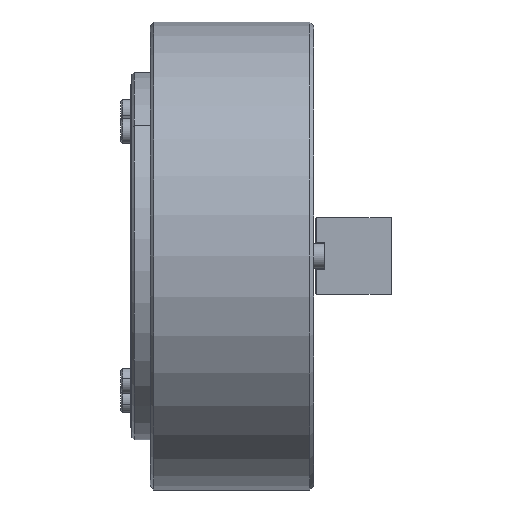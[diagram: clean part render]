
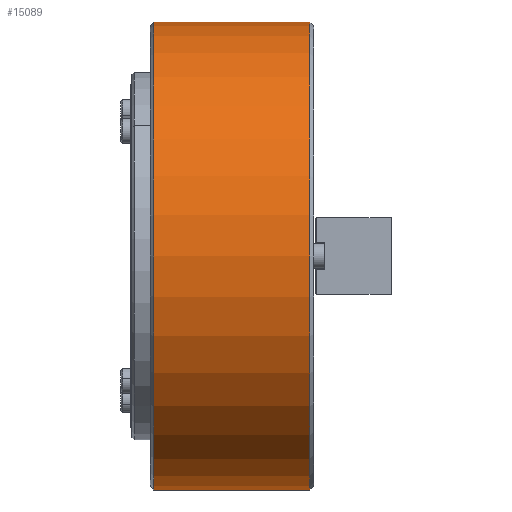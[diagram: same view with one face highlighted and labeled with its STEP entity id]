
A CAD part, front view. The second image highlights one B-rep face of the part: STEP entity #15089.
In plain terms, the highlighted cylindrical face has radius 190.5 mm (diameter 381 mm), a partial arc.
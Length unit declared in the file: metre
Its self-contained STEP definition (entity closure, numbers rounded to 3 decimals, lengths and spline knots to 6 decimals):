
#813 = ORIENTED_EDGE ( 'NONE', *, *, #9073, .F. ) ;
#1134 = CARTESIAN_POINT ( 'NONE',  ( -0.003, 0., 0. ) ) ;
#2024 = CARTESIAN_POINT ( 'NONE',  ( -0.13, 0., 0. ) ) ;
#4440 = DIRECTION ( 'NONE',  ( 0., 0., -1. ) ) ;
#5301 = DIRECTION ( 'NONE',  ( 0., 0., 1. ) ) ;
#6636 = VERTEX_POINT ( 'NONE', #26715 ) ;
#9073 = EDGE_CURVE ( 'NONE', #29396, #30091, #36054, .T. ) ;
#11880 = CARTESIAN_POINT ( 'NONE',  ( 0., 0., 0. ) ) ;
#12180 = FACE_OUTER_BOUND ( 'NONE', #38283, .T. ) ;
#12712 = EDGE_CURVE ( 'NONE', #35034, #6636, #33746, .T. ) ;
#13993 = DIRECTION ( 'NONE',  ( 1., 0., 0. ) ) ;
#15089 = ADVANCED_FACE ( 'NONE', ( #12180 ), #37094, .T. ) ;
#15195 = DIRECTION ( 'NONE',  ( 0., 0., -1. ) ) ;
#17396 = CARTESIAN_POINT ( 'NONE',  ( -0.003, 0., 0.1905 ) ) ;
#18293 = CIRCLE ( 'NONE', #35078, 0.1905 ) ;
#21162 = CARTESIAN_POINT ( 'NONE',  ( -0.13, 0., -0.1905 ) ) ;
#21268 = AXIS2_PLACEMENT_3D ( 'NONE', #2024, #24878, #5301 ) ;
#23139 = CARTESIAN_POINT ( 'NONE',  ( 0., 0., 0.1905 ) ) ;
#24023 = DIRECTION ( 'NONE',  ( -1., 0., 0. ) ) ;
#24878 = DIRECTION ( 'NONE',  ( 1., 0., 0. ) ) ;
#25168 = VECTOR ( 'NONE', #13993, 1. ) ;
#26410 = DIRECTION ( 'NONE',  ( 1., 0., 0. ) ) ;
#26715 = CARTESIAN_POINT ( 'NONE',  ( -0.003, 0., -0.1905 ) ) ;
#28726 = AXIS2_PLACEMENT_3D ( 'NONE', #11880, #34614, #15195 ) ;
#29396 = VERTEX_POINT ( 'NONE', #29542 ) ;
#29542 = CARTESIAN_POINT ( 'NONE',  ( -0.13, 0., 0.1905 ) ) ;
#30091 = VERTEX_POINT ( 'NONE', #17396 ) ;
#30685 = ORIENTED_EDGE ( 'NONE', *, *, #42087, .T. ) ;
#33746 = LINE ( 'NONE', #36687, #25168 ) ;
#34614 = DIRECTION ( 'NONE',  ( 1., 0., 0. ) ) ;
#35034 = VERTEX_POINT ( 'NONE', #21162 ) ;
#35078 = AXIS2_PLACEMENT_3D ( 'NONE', #1134, #24023, #4440 ) ;
#35290 = ORIENTED_EDGE ( 'NONE', *, *, #12712, .T. ) ;
#36054 = LINE ( 'NONE', #23139, #37104 ) ;
#36687 = CARTESIAN_POINT ( 'NONE',  ( 0., 0., -0.1905 ) ) ;
#37094 = CYLINDRICAL_SURFACE ( 'NONE', #28726, 0.1905 ) ;
#37104 = VECTOR ( 'NONE', #26410, 1. ) ;
#38283 = EDGE_LOOP ( 'NONE', ( #813, #40758, #35290, #30685 ) ) ;
#38658 = CIRCLE ( 'NONE', #21268, 0.1905 ) ;
#40758 = ORIENTED_EDGE ( 'NONE', *, *, #42256, .T. ) ;
#42087 = EDGE_CURVE ( 'NONE', #6636, #30091, #18293, .T. ) ;
#42256 = EDGE_CURVE ( 'NONE', #29396, #35034, #38658, .T. ) ;
